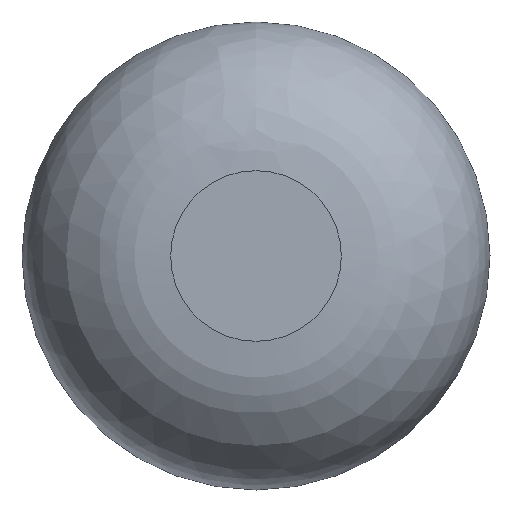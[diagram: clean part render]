
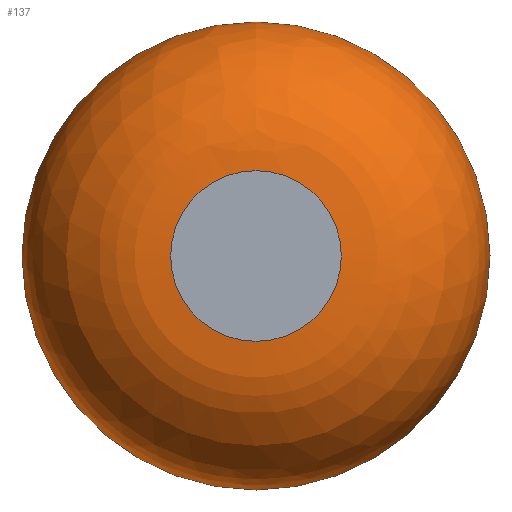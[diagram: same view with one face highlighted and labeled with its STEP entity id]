
A CAD part, left-side view. The second image highlights one B-rep face of the part: STEP entity #137.
In plain terms, the highlighted free-form (B-spline) face has degree [2, 2] with [3, 9] control points.
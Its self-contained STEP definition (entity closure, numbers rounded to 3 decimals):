
#16=(
BOUNDED_CURVE()
B_SPLINE_CURVE(2,(#301,#302,#303),.UNSPECIFIED.,.F.,.F.)
B_SPLINE_CURVE_WITH_KNOTS((3,3),(0.012,1.571),
 .UNSPECIFIED.)
CURVE()
GEOMETRIC_REPRESENTATION_ITEM()
RATIONAL_B_SPLINE_CURVE((1.,0.711,1.))
REPRESENTATION_ITEM('')
);
#18=(
BOUNDED_SURFACE()
B_SPLINE_SURFACE(2,2,((#270,#271,#272,#273,#274,#275,#276,#277,#278),(#279,
#280,#281,#282,#283,#284,#285,#286,#287),(#288,#289,#290,#291,#292,#293,
#294,#295,#296)),.UNSPECIFIED.,.F.,.T.,.F.)
B_SPLINE_SURFACE_WITH_KNOTS((3,3),(3,2,2,2,3),(-1.571,-0.012),
(-3.142,-1.571,0.,1.571,3.142),
 .UNSPECIFIED.)
GEOMETRIC_REPRESENTATION_ITEM()
RATIONAL_B_SPLINE_SURFACE(((1.,0.707,1.,0.707,1.,
0.707,1.,0.707,1.),(0.711,0.503,
0.711,0.503,0.711,0.503,0.711,
0.503,0.711),(1.,0.707,1.,0.707,
1.,0.707,1.,0.707,1.)))
REPRESENTATION_ITEM('')
SURFACE()
);
#39=FACE_OUTER_BOUND('',#53,.T.);
#53=EDGE_LOOP('',(#118,#119,#120,#121,#122,#123));
#66=CIRCLE('',#162,9.301);
#67=CIRCLE('',#163,9.301);
#68=CIRCLE('',#164,25.5);
#69=CIRCLE('',#165,25.5);
#79=VERTEX_POINT('',#266);
#80=VERTEX_POINT('',#267);
#81=VERTEX_POINT('',#297);
#82=VERTEX_POINT('',#298);
#93=EDGE_CURVE('',#79,#80,#66,.T.);
#94=EDGE_CURVE('',#80,#79,#67,.T.);
#95=EDGE_CURVE('',#81,#82,#68,.T.);
#96=EDGE_CURVE('',#82,#81,#69,.T.);
#97=EDGE_CURVE('',#82,#80,#16,.T.);
#118=ORIENTED_EDGE('',*,*,#95,.F.);
#119=ORIENTED_EDGE('',*,*,#96,.F.);
#120=ORIENTED_EDGE('',*,*,#97,.T.);
#121=ORIENTED_EDGE('',*,*,#94,.T.);
#122=ORIENTED_EDGE('',*,*,#93,.T.);
#123=ORIENTED_EDGE('',*,*,#97,.F.);
#137=ADVANCED_FACE('',(#39),#18,.F.);
#162=AXIS2_PLACEMENT_3D('',#268,#199,#200);
#163=AXIS2_PLACEMENT_3D('',#269,#201,#202);
#164=AXIS2_PLACEMENT_3D('',#299,#203,#204);
#165=AXIS2_PLACEMENT_3D('',#300,#205,#206);
#199=DIRECTION('center_axis',(1.,0.,0.));
#200=DIRECTION('ref_axis',(0.,0.,-1.));
#201=DIRECTION('center_axis',(1.,0.,0.));
#202=DIRECTION('ref_axis',(0.,0.,-1.));
#203=DIRECTION('center_axis',(1.,0.,0.));
#204=DIRECTION('ref_axis',(0.,0.,-1.));
#205=DIRECTION('center_axis',(1.,0.,0.));
#206=DIRECTION('ref_axis',(0.,0.,-1.));
#266=CARTESIAN_POINT('',(-38.5,9.301,0.));
#267=CARTESIAN_POINT('',(-38.5,0.,9.301));
#268=CARTESIAN_POINT('Origin',(-38.5,0.,0.));
#269=CARTESIAN_POINT('Origin',(-38.5,0.,0.));
#270=CARTESIAN_POINT('Ctrl Pts',(-38.5,0.,9.301));
#271=CARTESIAN_POINT('Ctrl Pts',(-38.5,-9.301,9.301));
#272=CARTESIAN_POINT('Ctrl Pts',(-38.5,-9.301,0.));
#273=CARTESIAN_POINT('Ctrl Pts',(-38.5,-9.301,-9.301));
#274=CARTESIAN_POINT('Ctrl Pts',(-38.5,0.,-9.301));
#275=CARTESIAN_POINT('Ctrl Pts',(-38.5,9.301,-9.301));
#276=CARTESIAN_POINT('Ctrl Pts',(-38.5,9.301,0.));
#277=CARTESIAN_POINT('Ctrl Pts',(-38.5,9.301,9.301));
#278=CARTESIAN_POINT('Ctrl Pts',(-38.5,0.,9.301));
#279=CARTESIAN_POINT('Ctrl Pts',(-38.5,0.,25.302));
#280=CARTESIAN_POINT('Ctrl Pts',(-38.5,-25.302,25.302));
#281=CARTESIAN_POINT('Ctrl Pts',(-38.5,-25.302,0.));
#282=CARTESIAN_POINT('Ctrl Pts',(-38.5,-25.302,-25.302));
#283=CARTESIAN_POINT('Ctrl Pts',(-38.5,0.,-25.302));
#284=CARTESIAN_POINT('Ctrl Pts',(-38.5,25.302,-25.302));
#285=CARTESIAN_POINT('Ctrl Pts',(-38.5,25.302,0.));
#286=CARTESIAN_POINT('Ctrl Pts',(-38.5,25.302,25.302));
#287=CARTESIAN_POINT('Ctrl Pts',(-38.5,0.,25.302));
#288=CARTESIAN_POINT('Ctrl Pts',(-22.5,0.,25.5));
#289=CARTESIAN_POINT('Ctrl Pts',(-22.5,-25.5,25.5));
#290=CARTESIAN_POINT('Ctrl Pts',(-22.5,-25.5,0.));
#291=CARTESIAN_POINT('Ctrl Pts',(-22.5,-25.5,-25.5));
#292=CARTESIAN_POINT('Ctrl Pts',(-22.5,0.,-25.5));
#293=CARTESIAN_POINT('Ctrl Pts',(-22.5,25.5,-25.5));
#294=CARTESIAN_POINT('Ctrl Pts',(-22.5,25.5,0.));
#295=CARTESIAN_POINT('Ctrl Pts',(-22.5,25.5,25.5));
#296=CARTESIAN_POINT('Ctrl Pts',(-22.5,0.,25.5));
#297=CARTESIAN_POINT('',(-22.5,25.5,0.));
#298=CARTESIAN_POINT('',(-22.5,0.,25.5));
#299=CARTESIAN_POINT('Origin',(-22.5,0.,0.));
#300=CARTESIAN_POINT('Origin',(-22.5,0.,0.));
#301=CARTESIAN_POINT('Ctrl Pts',(-22.5,0.,25.5));
#302=CARTESIAN_POINT('Ctrl Pts',(-38.5,0.,25.302));
#303=CARTESIAN_POINT('Ctrl Pts',(-38.5,0.,9.301));
